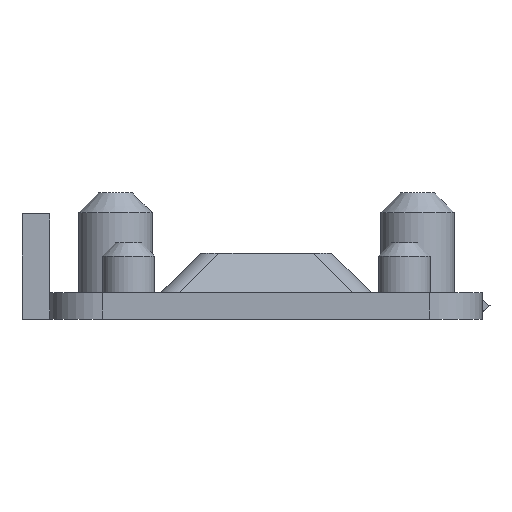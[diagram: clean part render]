
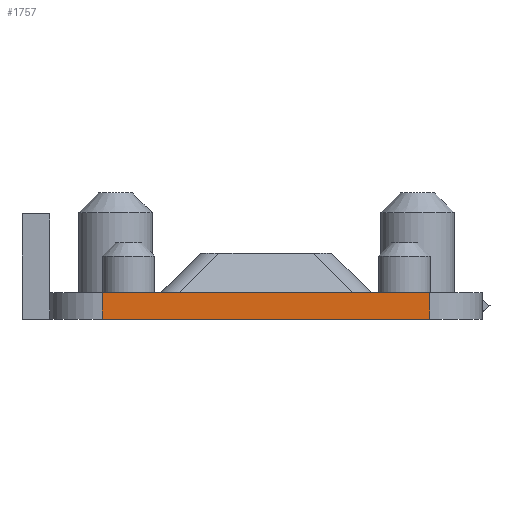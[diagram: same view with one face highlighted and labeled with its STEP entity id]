
A CAD part, left-side view. The second image highlights one B-rep face of the part: STEP entity #1757.
In plain terms, the highlighted planar face has unit normal (-1, 0, 0).
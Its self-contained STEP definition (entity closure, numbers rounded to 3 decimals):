
#345=CARTESIAN_POINT('',(69.,-13.4,-0.));
#346=VERTEX_POINT('',#345);
#354=CARTESIAN_POINT('',(69.,11.5,-0.));
#355=VERTEX_POINT('',#354);
#356=CARTESIAN_POINT('',(69.,11.5,-0.));
#357=DIRECTION('',(0.,-1.,0.));
#358=VECTOR('',#357,24.9);
#359=LINE('',#356,#358);
#360=EDGE_CURVE('',#355,#346,#359,.T.);
#1553=CARTESIAN_POINT('',(69.,11.5,2.));
#1554=VERTEX_POINT('',#1553);
#1555=CARTESIAN_POINT('',(69.,-13.4,2.));
#1556=VERTEX_POINT('',#1555);
#1557=CARTESIAN_POINT('',(69.,11.5,2.));
#1558=DIRECTION('',(-0.,-1.,-0.));
#1559=VECTOR('',#1558,24.9);
#1560=LINE('',#1557,#1559);
#1561=EDGE_CURVE('',#1554,#1556,#1560,.T.);
#1736=CARTESIAN_POINT('',(69.,-1.,19.));
#1737=DIRECTION('',(1.,0.,0.));
#1738=DIRECTION('',(0.,-1.,0.));
#1739=AXIS2_PLACEMENT_3D('',#1736,#1737,#1738);
#1740=PLANE('',#1739);
#1741=ORIENTED_EDGE('',*,*,#360,.T.);
#1742=CARTESIAN_POINT('',(69.,-13.4,-0.));
#1743=DIRECTION('',(-0.,-0.,1.));
#1744=VECTOR('',#1743,2.);
#1745=LINE('',#1742,#1744);
#1746=EDGE_CURVE('',#346,#1556,#1745,.T.);
#1747=ORIENTED_EDGE('',*,*,#1746,.T.);
#1748=ORIENTED_EDGE('',*,*,#1561,.F.);
#1749=CARTESIAN_POINT('',(69.,11.5,2.));
#1750=DIRECTION('',(0.,0.,-1.));
#1751=VECTOR('',#1750,2.);
#1752=LINE('',#1749,#1751);
#1753=EDGE_CURVE('',#1554,#355,#1752,.T.);
#1754=ORIENTED_EDGE('',*,*,#1753,.T.);
#1755=EDGE_LOOP('',(#1741,#1747,#1748,#1754));
#1756=FACE_BOUND('',#1755,.T.);
#1757=ADVANCED_FACE('',(#1756),#1740,.F.);
